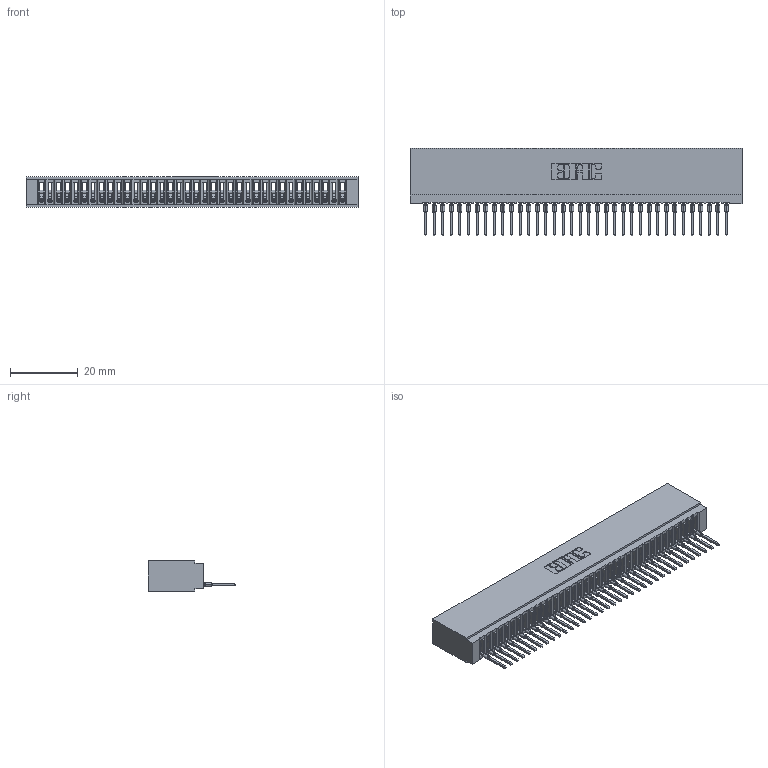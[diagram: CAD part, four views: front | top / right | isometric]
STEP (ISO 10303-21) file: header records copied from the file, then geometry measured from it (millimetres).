
FILE_DESCRIPTION (( 'STEP AP203' ), '1' );
FILE_NAME ('745-036-522-101.STEP', '2020-09-11T22:14:56', ( '' ), ( '' ), 'SwSTEP 2.0', 'SolidWorks 2020', '' );
FILE_SCHEMA (( 'CONFIG_CONTROL_DESIGN' ));
Length unit declared in the file: inch
Products named in the file (3): 745-036-522-101; 745-292-001_522; 745 Part_Insulator Option - 01
Assembly tree (37 placements, depth 2):
  745-036-522-101
    745 Part_Insulator Option - 01
    745-292-001_522  x36
Bounding box: 98.04 x 25.92 x 8.89 mm (x, y, z)
Volume: 8551.7 mm3; surface area: 15908.3 mm2
Topology: 37 solids, 37 shells, 4127 faces, 11346 edges, 7156 vertices
Faces by surface type: plane 2467, cylinder 724, bspline 720, torus 216
Entity records: 60280 total; most frequent: CARTESIAN_POINT 11123, ORIENTED_EDGE 10582, DIRECTION 9177, EDGE_CURVE 5291, VECTOR 4893, LINE 4893, VERTEX_POINT 3376, AXIS2_PLACEMENT_3D 2142
